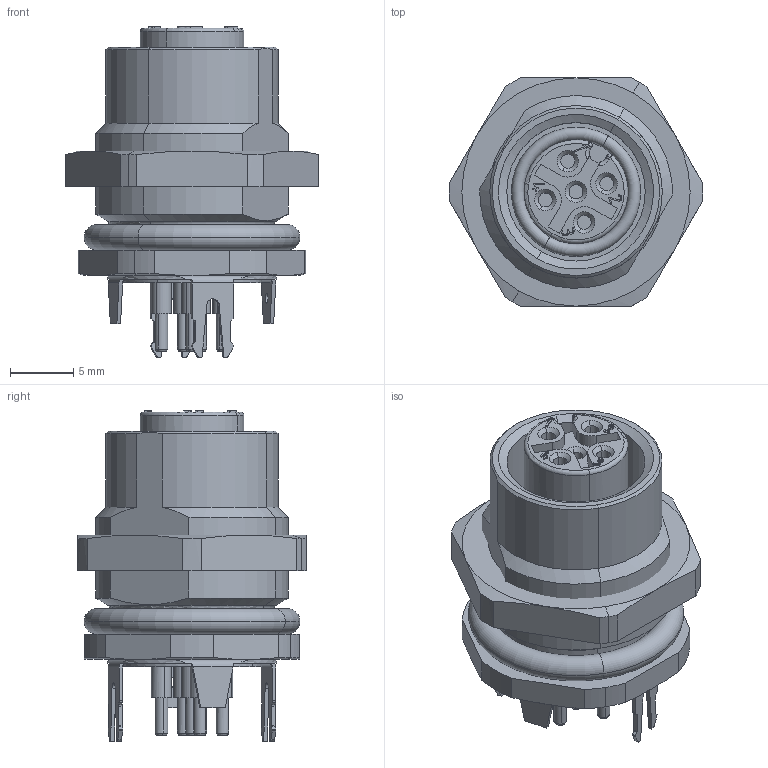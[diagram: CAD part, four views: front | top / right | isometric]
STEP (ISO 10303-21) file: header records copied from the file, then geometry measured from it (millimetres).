
FILE_DESCRIPTION(('CATIA V5 STEP Exchange','CAx-IF Rec.Pracs.--- Model Styling and Organization---1.4--- 2014-01-23'),'2;1');
FILE_NAME ('D1452156_2_1467780000_1467780000.stp','2020-11-19T11:58:53+00:00',('none'),('Weidmueller'),'CATIA Version 5-6 Release 2016 SP3 HF44','CATIA V5 STEP AP214','none');
FILE_SCHEMA(('AUTOMOTIVE_DESIGN { 1 0 10303 214 1 1 1 1 }'));
Length unit declared in the file: millimetre
Products named in the file (1): 1467780000
Bounding box: 19.99 x 18 x 26.05 mm (x, y, z)
Volume: 3167.8 mm3; surface area: 3442 mm2
Topology: 10 solids, 10 shells, 396 faces, 1000 edges, 641 vertices
Faces by surface type: plane 141, cylinder 136, extrusion 53, cone 46, torus 16, sphere 4
Entity records: 13011 total; most frequent: CARTESIAN_POINT 4001, ORIENTED_EDGE 1992, DIRECTION 1475, EDGE_CURVE 996, VERTEX_POINT 641, AXIS2_PLACEMENT_3D 601, VECTOR 550, LINE 497
